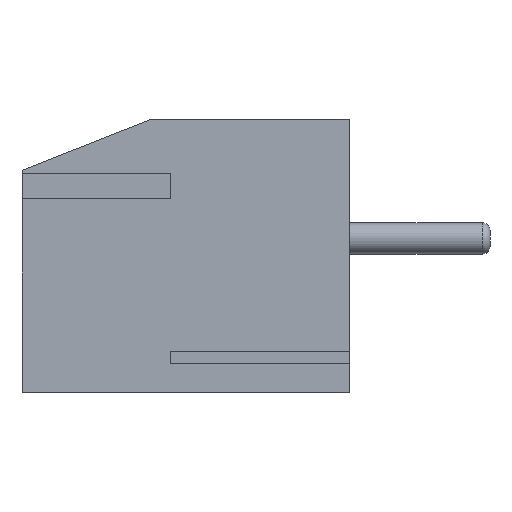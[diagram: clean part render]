
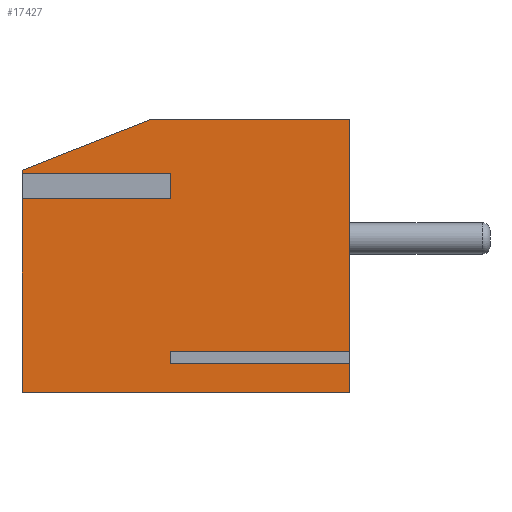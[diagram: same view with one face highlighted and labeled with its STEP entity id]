
A CAD part, left-side view. The second image highlights one B-rep face of the part: STEP entity #17427.
In plain terms, the highlighted planar face has unit normal (-1, 0, 0).
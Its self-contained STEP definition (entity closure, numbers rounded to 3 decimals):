
#99 = EDGE_CURVE ( 'NONE', #9964, #9946, #21337, .T. ) ;
#349 = VECTOR ( 'NONE', #17198, 1000. ) ;
#434 = CARTESIAN_POINT ( 'NONE',  ( 0., 8.4, 5.15 ) ) ;
#554 = CARTESIAN_POINT ( 'NONE',  ( 0., 8.4, 7. ) ) ;
#568 = FACE_OUTER_BOUND ( 'NONE', #23531, .T. ) ;
#981 = DIRECTION ( 'NONE',  ( 0., 0., 1. ) ) ;
#1176 = CARTESIAN_POINT ( 'NONE',  ( 0., 0., 7. ) ) ;
#1395 = EDGE_CURVE ( 'NONE', #23010, #20405, #23895, .T. ) ;
#1532 = VERTEX_POINT ( 'NONE', #24428 ) ;
#1791 = ORIENTED_EDGE ( 'NONE', *, *, #6264, .T. ) ;
#2421 = EDGE_CURVE ( 'NONE', #22745, #9964, #7344, .T. ) ;
#2674 = EDGE_CURVE ( 'NONE', #23898, #13700, #23715, .T. ) ;
#3105 = EDGE_CURVE ( 'NONE', #18887, #16967, #17339, .T. ) ;
#3437 = ORIENTED_EDGE ( 'NONE', *, *, #3105, .F. ) ;
#3804 = CARTESIAN_POINT ( 'NONE',  ( 0., 0., 0.75 ) ) ;
#4319 = ORIENTED_EDGE ( 'NONE', *, *, #2421, .T. ) ;
#4354 = CARTESIAN_POINT ( 'NONE',  ( 0., 5.1, 7. ) ) ;
#4411 = DIRECTION ( 'NONE',  ( 0., 0., -1. ) ) ;
#4916 = DIRECTION ( 'NONE',  ( 0., 0., 1. ) ) ;
#5378 = CARTESIAN_POINT ( 'NONE',  ( 0., 8.4, 7. ) ) ;
#5824 = DIRECTION ( 'NONE',  ( 0., -1., 0. ) ) ;
#6158 = ORIENTED_EDGE ( 'NONE', *, *, #2674, .F. ) ;
#6264 = EDGE_CURVE ( 'NONE', #23010, #10622, #14525, .T. ) ;
#6282 = CARTESIAN_POINT ( 'NONE',  ( 0., 8.4, 0. ) ) ;
#6550 = VECTOR ( 'NONE', #20754, 1000. ) ;
#6642 = VECTOR ( 'NONE', #6942, 1000. ) ;
#6870 = ORIENTED_EDGE ( 'NONE', *, *, #1395, .F. ) ;
#6942 = DIRECTION ( 'NONE',  ( 0., -1., 0. ) ) ;
#7097 = VECTOR ( 'NONE', #16093, 1000. ) ;
#7220 = CARTESIAN_POINT ( 'NONE',  ( 0., 8.4, 7. ) ) ;
#7325 = EDGE_CURVE ( 'NONE', #22745, #16949, #17019, .T. ) ;
#7344 = LINE ( 'NONE', #17065, #6642 ) ;
#7498 = DIRECTION ( 'NONE',  ( 0., 0., 1. ) ) ;
#7595 = CARTESIAN_POINT ( 'NONE',  ( 0., 4.6, 0.75 ) ) ;
#7768 = ORIENTED_EDGE ( 'NONE', *, *, #24075, .T. ) ;
#8064 = VERTEX_POINT ( 'NONE', #10044 ) ;
#8143 = ORIENTED_EDGE ( 'NONE', *, *, #8381, .T. ) ;
#8381 = EDGE_CURVE ( 'NONE', #8064, #16967, #13409, .T. ) ;
#9131 = VECTOR ( 'NONE', #14142, 1000. ) ;
#9220 = CARTESIAN_POINT ( 'NONE',  ( 0., 8.4, 0. ) ) ;
#9280 = ORIENTED_EDGE ( 'NONE', *, *, #99, .T. ) ;
#9589 = CARTESIAN_POINT ( 'NONE',  ( 0., 4.6, 0.75 ) ) ;
#9604 = VECTOR ( 'NONE', #9900, 1000. ) ;
#9784 = EDGE_CURVE ( 'NONE', #10622, #13700, #19434, .T. ) ;
#9900 = DIRECTION ( 'NONE',  ( 0., 0., 1. ) ) ;
#9946 = VERTEX_POINT ( 'NONE', #20613 ) ;
#9964 = VERTEX_POINT ( 'NONE', #18898 ) ;
#10036 = VECTOR ( 'NONE', #7498, 1000. ) ;
#10044 = CARTESIAN_POINT ( 'NONE',  ( 0., 0., 1.05 ) ) ;
#10622 = VERTEX_POINT ( 'NONE', #17100 ) ;
#10931 = CARTESIAN_POINT ( 'NONE',  ( 0., 8.4, 7. ) ) ;
#11090 = CARTESIAN_POINT ( 'NONE',  ( 0., 0., 7. ) ) ;
#11704 = VECTOR ( 'NONE', #25936, 1000. ) ;
#12881 = DIRECTION ( 'NONE',  ( 0., 0., -1. ) ) ;
#13409 = LINE ( 'NONE', #1176, #16034 ) ;
#13529 = ORIENTED_EDGE ( 'NONE', *, *, #22048, .F. ) ;
#13659 = DIRECTION ( 'NONE',  ( 0., 0., 1. ) ) ;
#13700 = VERTEX_POINT ( 'NONE', #3804 ) ;
#14098 = LINE ( 'NONE', #23968, #11704 ) ;
#14142 = DIRECTION ( 'NONE',  ( 0., -1., 0. ) ) ;
#14525 = LINE ( 'NONE', #6282, #9131 ) ;
#15114 = EDGE_CURVE ( 'NONE', #20405, #9946, #17673, .T. ) ;
#15324 = AXIS2_PLACEMENT_3D ( 'NONE', #10931, #22947, #4411 ) ;
#15353 = CARTESIAN_POINT ( 'NONE',  ( 0., 8.4, 5.45 ) ) ;
#16034 = VECTOR ( 'NONE', #13659, 1000. ) ;
#16065 = VECTOR ( 'NONE', #5824, 1000. ) ;
#16093 = DIRECTION ( 'NONE',  ( 0., -1., 0. ) ) ;
#16729 = CARTESIAN_POINT ( 'NONE',  ( 0., 8.4, 5.7 ) ) ;
#16949 = VERTEX_POINT ( 'NONE', #16729 ) ;
#16967 = VERTEX_POINT ( 'NONE', #18726 ) ;
#16988 = CARTESIAN_POINT ( 'NONE',  ( 0., 4.6, 5.45 ) ) ;
#17019 = LINE ( 'NONE', #554, #23534 ) ;
#17033 = PLANE ( 'NONE',  #15324 ) ;
#17065 = CARTESIAN_POINT ( 'NONE',  ( 0., 8.4, 5.45 ) ) ;
#17100 = CARTESIAN_POINT ( 'NONE',  ( 0., 0., 0. ) ) ;
#17198 = DIRECTION ( 'NONE',  ( 0., -1., 0. ) ) ;
#17339 = LINE ( 'NONE', #7220, #349 ) ;
#17427 = ADVANCED_FACE ( 'NONE', ( #568 ), #17033, .F. ) ;
#17673 = LINE ( 'NONE', #25799, #16065 ) ;
#18726 = CARTESIAN_POINT ( 'NONE',  ( 0., 0., 7. ) ) ;
#18887 = VERTEX_POINT ( 'NONE', #4354 ) ;
#18898 = CARTESIAN_POINT ( 'NONE',  ( 0., 4.6, 5.45 ) ) ;
#19434 = LINE ( 'NONE', #11090, #25749 ) ;
#20405 = VERTEX_POINT ( 'NONE', #434 ) ;
#20613 = CARTESIAN_POINT ( 'NONE',  ( 0., 4.6, 5.15 ) ) ;
#20754 = DIRECTION ( 'NONE',  ( 0., -0.93, 0.367 ) ) ;
#21253 = ORIENTED_EDGE ( 'NONE', *, *, #15114, .F. ) ;
#21337 = LINE ( 'NONE', #16988, #24765 ) ;
#21564 = CARTESIAN_POINT ( 'NONE',  ( 0., 4.6, 0.75 ) ) ;
#22048 = EDGE_CURVE ( 'NONE', #16949, #18887, #22701, .T. ) ;
#22701 = LINE ( 'NONE', #24417, #6550 ) ;
#22745 = VERTEX_POINT ( 'NONE', #15353 ) ;
#22947 = DIRECTION ( 'NONE',  ( 1., 0., 0. ) ) ;
#23010 = VERTEX_POINT ( 'NONE', #9220 ) ;
#23353 = EDGE_CURVE ( 'NONE', #23898, #1532, #25206, .T. ) ;
#23531 = EDGE_LOOP ( 'NONE', ( #21253, #6870, #1791, #24040, #6158, #25762, #7768, #8143, #3437, #13529, #24647, #4319, #9280 ) ) ;
#23534 = VECTOR ( 'NONE', #4916, 1000. ) ;
#23715 = LINE ( 'NONE', #9589, #7097 ) ;
#23895 = LINE ( 'NONE', #5378, #9604 ) ;
#23898 = VERTEX_POINT ( 'NONE', #7595 ) ;
#23968 = CARTESIAN_POINT ( 'NONE',  ( 0., 4.6, 1.05 ) ) ;
#24040 = ORIENTED_EDGE ( 'NONE', *, *, #9784, .T. ) ;
#24075 = EDGE_CURVE ( 'NONE', #1532, #8064, #14098, .T. ) ;
#24417 = CARTESIAN_POINT ( 'NONE',  ( 0., 3.072, 7.799 ) ) ;
#24428 = CARTESIAN_POINT ( 'NONE',  ( 0., 4.6, 1.05 ) ) ;
#24647 = ORIENTED_EDGE ( 'NONE', *, *, #7325, .F. ) ;
#24765 = VECTOR ( 'NONE', #12881, 1000. ) ;
#25206 = LINE ( 'NONE', #21564, #10036 ) ;
#25749 = VECTOR ( 'NONE', #981, 1000. ) ;
#25762 = ORIENTED_EDGE ( 'NONE', *, *, #23353, .T. ) ;
#25799 = CARTESIAN_POINT ( 'NONE',  ( 0., 8.4, 5.15 ) ) ;
#25936 = DIRECTION ( 'NONE',  ( 0., -1., 0. ) ) ;
